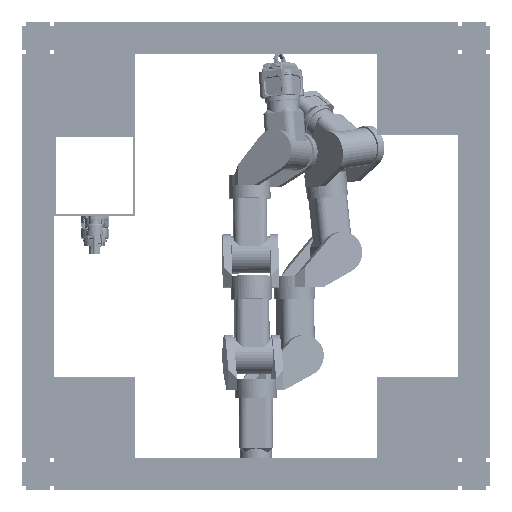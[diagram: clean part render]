
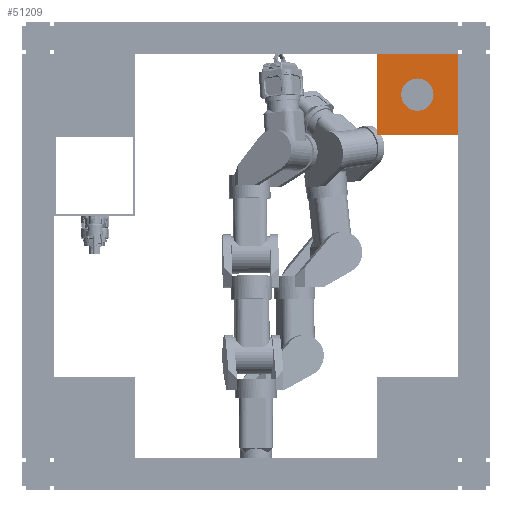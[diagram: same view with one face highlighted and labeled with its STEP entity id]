
A CAD part, left-side view. The second image highlights one B-rep face of the part: STEP entity #51209.
In plain terms, the highlighted face is planar.
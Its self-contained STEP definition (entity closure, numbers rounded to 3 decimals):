
#2323 = CARTESIAN_POINT ( 'NONE',  ( -100., 60., -100. ) ) ;
#3325 = EDGE_CURVE ( 'NONE', #46938, #44933, #10005, .T. ) ;
#5460 = ORIENTED_EDGE ( 'NONE', *, *, #30049, .F. ) ;
#6709 = ORIENTED_EDGE ( 'NONE', *, *, #27006, .T. ) ;
#7124 = CARTESIAN_POINT ( 'NONE',  ( 0., 60., 0. ) ) ;
#7540 = EDGE_LOOP ( 'NONE', ( #59914, #6709, #20624, #60913 ) ) ;
#7888 = AXIS2_PLACEMENT_3D ( 'NONE', #7124, #26292, #45430 ) ;
#8238 = CARTESIAN_POINT ( 'NONE',  ( 0., 60., 0. ) ) ;
#10005 = CIRCLE ( 'NONE', #46114, 40. ) ;
#10610 = DIRECTION ( 'NONE',  ( 0., 0., 1. ) ) ;
#14101 = VECTOR ( 'NONE', #10610, 1000. ) ;
#14424 = DIRECTION ( 'NONE',  ( 0., 0., -1. ) ) ;
#16683 = CARTESIAN_POINT ( 'NONE',  ( 100., 60., -100. ) ) ;
#16707 = FACE_BOUND ( 'NONE', #28485, .T. ) ;
#16814 = EDGE_CURVE ( 'NONE', #32353, #24106, #45369, .T. ) ;
#17948 = PLANE ( 'NONE',  #39279 ) ;
#18454 = DIRECTION ( 'NONE',  ( -1., 0., 0. ) ) ;
#19373 = LINE ( 'NONE', #47056, #44641 ) ;
#20624 = ORIENTED_EDGE ( 'NONE', *, *, #34078, .T. ) ;
#21192 = CARTESIAN_POINT ( 'NONE',  ( 0., 60., -40. ) ) ;
#24106 = VERTEX_POINT ( 'NONE', #40379 ) ;
#26292 = DIRECTION ( 'NONE',  ( 0., 1., 0. ) ) ;
#27006 = EDGE_CURVE ( 'NONE', #46446, #61177, #19373, .T. ) ;
#27380 = DIRECTION ( 'NONE',  ( 0., 1., 0. ) ) ;
#28485 = EDGE_LOOP ( 'NONE', ( #5460, #60636 ) ) ;
#30049 = EDGE_CURVE ( 'NONE', #44933, #46938, #53039, .T. ) ;
#31798 = DIRECTION ( 'NONE',  ( 0., 1., 0. ) ) ;
#32353 = VERTEX_POINT ( 'NONE', #44290 ) ;
#34078 = EDGE_CURVE ( 'NONE', #61177, #32353, #55432, .T. ) ;
#35654 = CARTESIAN_POINT ( 'NONE',  ( -100., 60., 100. ) ) ;
#36194 = CARTESIAN_POINT ( 'NONE',  ( 0., 60., 0. ) ) ;
#37106 = EDGE_CURVE ( 'NONE', #24106, #46446, #57451, .T. ) ;
#37123 = DIRECTION ( 'NONE',  ( 0., 0., 1. ) ) ;
#39279 = AXIS2_PLACEMENT_3D ( 'NONE', #36194, #27380, #37123 ) ;
#40379 = CARTESIAN_POINT ( 'NONE',  ( 100., 60., 100. ) ) ;
#42073 = CARTESIAN_POINT ( 'NONE',  ( -100., 60., -100. ) ) ;
#44290 = CARTESIAN_POINT ( 'NONE',  ( -100., 60., 100. ) ) ;
#44641 = VECTOR ( 'NONE', #18454, 1000. ) ;
#44933 = VERTEX_POINT ( 'NONE', #21192 ) ;
#45369 = LINE ( 'NONE', #35654, #47830 ) ;
#45430 = DIRECTION ( 'NONE',  ( 0., 0., 1. ) ) ;
#46114 = AXIS2_PLACEMENT_3D ( 'NONE', #8238, #31798, #59763 ) ;
#46130 = CARTESIAN_POINT ( 'NONE',  ( 0., 60., 40. ) ) ;
#46446 = VERTEX_POINT ( 'NONE', #16683 ) ;
#46938 = VERTEX_POINT ( 'NONE', #46130 ) ;
#47056 = CARTESIAN_POINT ( 'NONE',  ( -100., 60., -100. ) ) ;
#47830 = VECTOR ( 'NONE', #60137, 1000. ) ;
#51209 = ADVANCED_FACE ( 'NONE', ( #55045, #16707 ), #17948, .T. ) ;
#51532 = CARTESIAN_POINT ( 'NONE',  ( 100., 60., -100. ) ) ;
#53039 = CIRCLE ( 'NONE', #7888, 40. ) ;
#55045 = FACE_OUTER_BOUND ( 'NONE', #7540, .T. ) ;
#55432 = LINE ( 'NONE', #2323, #14101 ) ;
#57451 = LINE ( 'NONE', #51532, #57500 ) ;
#57500 = VECTOR ( 'NONE', #14424, 1000. ) ;
#59763 = DIRECTION ( 'NONE',  ( 0., 0., 1. ) ) ;
#59914 = ORIENTED_EDGE ( 'NONE', *, *, #37106, .T. ) ;
#60137 = DIRECTION ( 'NONE',  ( 1., 0., 0. ) ) ;
#60636 = ORIENTED_EDGE ( 'NONE', *, *, #3325, .F. ) ;
#60913 = ORIENTED_EDGE ( 'NONE', *, *, #16814, .T. ) ;
#61177 = VERTEX_POINT ( 'NONE', #42073 ) ;
